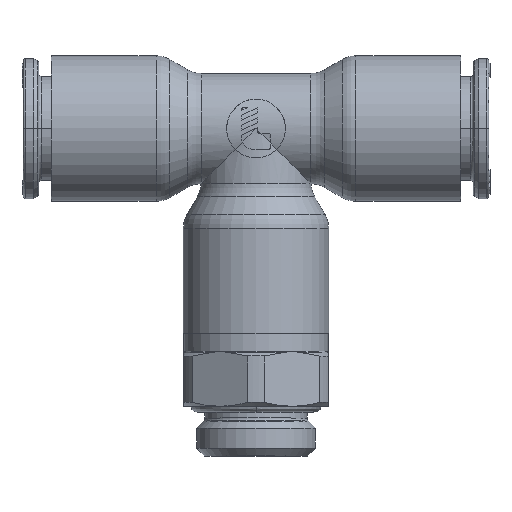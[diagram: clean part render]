
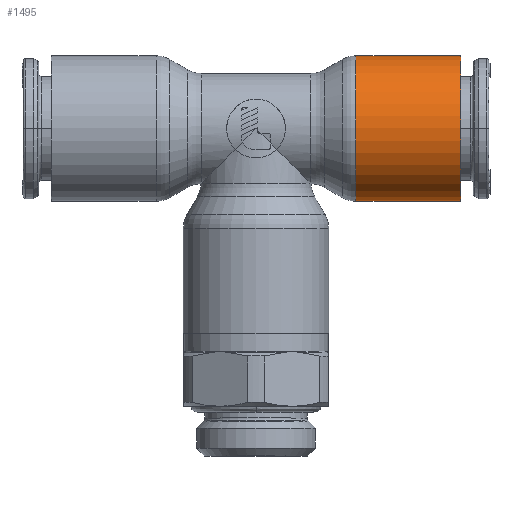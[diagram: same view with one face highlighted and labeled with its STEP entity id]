
A CAD part, top view. The second image highlights one B-rep face of the part: STEP entity #1495.
In plain terms, the highlighted cylindrical face has radius 8.05 mm (diameter 16.1 mm), a partial arc.
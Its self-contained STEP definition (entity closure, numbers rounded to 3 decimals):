
#1495=ADVANCED_FACE('',(#4213),#4214,.T.);
#4213=FACE_OUTER_BOUND('',#12088,.T.);
#4214=CYLINDRICAL_SURFACE('',#12089,8.05);
#12088=EDGE_LOOP('',(#21713,#21714,#21715,#21716));
#12089=AXIS2_PLACEMENT_3D('',#21717,#21718,#21719);
#21713=ORIENTED_EDGE('',*,*,#27289,.T.);
#21714=ORIENTED_EDGE('',*,*,#27290,.F.);
#21715=ORIENTED_EDGE('',*,*,#27291,.F.);
#21716=ORIENTED_EDGE('',*,*,#27292,.T.);
#21717=CARTESIAN_POINT('',(-24.915,0.0,0.0));
#21718=DIRECTION('',(-1.0,-0.0,0.0));
#21719=DIRECTION('',(0.0,-1.0,0.0));
#27289=EDGE_CURVE('',#32927,#32928,#32929,.T.);
#27290=EDGE_CURVE('',#32930,#32928,#32931,.T.);
#27291=EDGE_CURVE('',#32932,#32930,#32933,.T.);
#27292=EDGE_CURVE('',#32932,#32927,#32934,.T.);
#32927=VERTEX_POINT('',#44029);
#32928=VERTEX_POINT('',#44030);
#32929=CIRCLE('',#44031,8.05);
#32930=VERTEX_POINT('',#44032);
#32931=LINE('',#44033,#44034);
#32932=VERTEX_POINT('',#44035);
#32933=CIRCLE('',#44036,8.05);
#32934=LINE('',#44037,#44038);
#44029=CARTESIAN_POINT('',(11.054,8.05,0.0));
#44030=CARTESIAN_POINT('',(11.054,-8.05,0.0));
#44031=AXIS2_PLACEMENT_3D('',#50639,#50640,#50641);
#44032=CARTESIAN_POINT('',(22.65,-8.05,0.0));
#44033=CARTESIAN_POINT('',(22.65,-8.05,0.0));
#44034=VECTOR('',#50642,11.596);
#44035=CARTESIAN_POINT('',(22.65,8.05,0.0));
#44036=AXIS2_PLACEMENT_3D('',#50643,#50644,#50645);
#44037=CARTESIAN_POINT('',(22.65,8.05,0.0));
#44038=VECTOR('',#50646,11.596);
#50639=CARTESIAN_POINT('',(11.054,0.0,0.0));
#50640=DIRECTION('',(1.0,0.0,0.0));
#50641=DIRECTION('',(0.0,1.0,0.0));
#50642=DIRECTION('',(-1.0,0.0,0.0));
#50643=CARTESIAN_POINT('',(22.65,0.0,0.0));
#50644=DIRECTION('',(1.0,0.0,0.0));
#50645=DIRECTION('',(0.0,1.0,0.0));
#50646=DIRECTION('',(-1.0,0.0,0.0));
